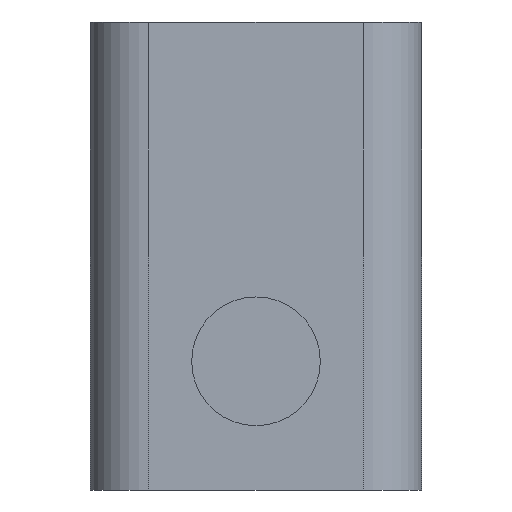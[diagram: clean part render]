
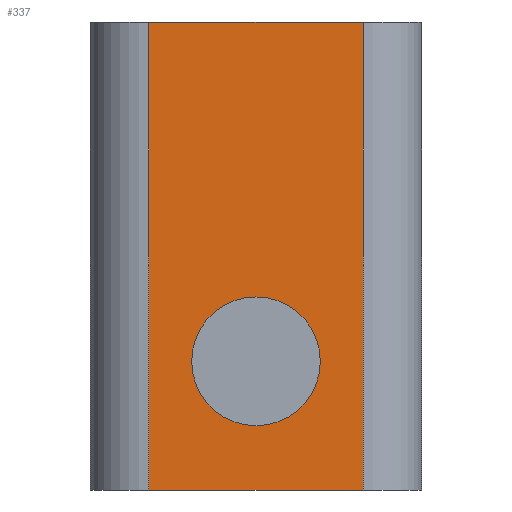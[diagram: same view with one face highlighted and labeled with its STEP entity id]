
A CAD part, front view. The second image highlights one B-rep face of the part: STEP entity #337.
In plain terms, the highlighted planar face has unit normal (0, -1, 0).
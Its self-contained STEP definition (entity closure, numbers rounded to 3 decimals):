
#17=FACE_BOUND('',#67,.T.);
#24=PLANE('',#384);
#43=FACE_OUTER_BOUND('',#66,.T.);
#66=EDGE_LOOP('',(#270,#271,#272,#273));
#67=EDGE_LOOP('',(#274));
#89=LINE('',#547,#120);
#94=LINE('',#560,#125);
#95=LINE('',#563,#126);
#96=LINE('',#564,#127);
#120=VECTOR('',#447,10.);
#125=VECTOR('',#458,10.);
#126=VECTOR('',#461,10.);
#127=VECTOR('',#462,10.);
#141=CIRCLE('',#363,5.5);
#155=VERTEX_POINT('',#502);
#170=VERTEX_POINT('',#544);
#171=VERTEX_POINT('',#546);
#176=VERTEX_POINT('',#558);
#177=VERTEX_POINT('',#562);
#185=EDGE_CURVE('',#155,#155,#141,.T.);
#205=EDGE_CURVE('',#171,#170,#89,.T.);
#212=EDGE_CURVE('',#171,#176,#94,.T.);
#213=EDGE_CURVE('',#177,#170,#95,.T.);
#214=EDGE_CURVE('',#176,#177,#96,.T.);
#270=ORIENTED_EDGE('',*,*,#212,.F.);
#271=ORIENTED_EDGE('',*,*,#205,.T.);
#272=ORIENTED_EDGE('',*,*,#213,.F.);
#273=ORIENTED_EDGE('',*,*,#214,.F.);
#274=ORIENTED_EDGE('',*,*,#185,.T.);
#337=ADVANCED_FACE('',(#43,#17),#24,.T.);
#363=AXIS2_PLACEMENT_3D('',#503,#401,#402);
#384=AXIS2_PLACEMENT_3D('',#561,#459,#460);
#401=DIRECTION('center_axis',(0.,1.,0.));
#402=DIRECTION('ref_axis',(1.,0.,0.));
#447=DIRECTION('',(-1.,0.,0.));
#458=DIRECTION('',(0.,0.,-1.));
#459=DIRECTION('center_axis',(0.,-1.,0.));
#460=DIRECTION('ref_axis',(-1.,0.,0.));
#461=DIRECTION('',(0.,0.,1.));
#462=DIRECTION('',(-1.,0.,0.));
#502=CARTESIAN_POINT('',(12.39,-169.714,-29.));
#503=CARTESIAN_POINT('Origin',(17.89,-169.714,-29.));
#544=CARTESIAN_POINT('',(8.744,-169.714,0.));
#546=CARTESIAN_POINT('',(27.035,-169.714,0.));
#547=CARTESIAN_POINT('',(32.035,-169.714,0.));
#558=CARTESIAN_POINT('',(27.035,-169.714,-40.));
#560=CARTESIAN_POINT('',(27.035,-169.714,0.));
#561=CARTESIAN_POINT('Origin',(32.035,-169.714,0.));
#562=CARTESIAN_POINT('',(8.744,-169.714,-40.));
#563=CARTESIAN_POINT('',(8.744,-169.714,0.));
#564=CARTESIAN_POINT('',(32.035,-169.714,-40.));
